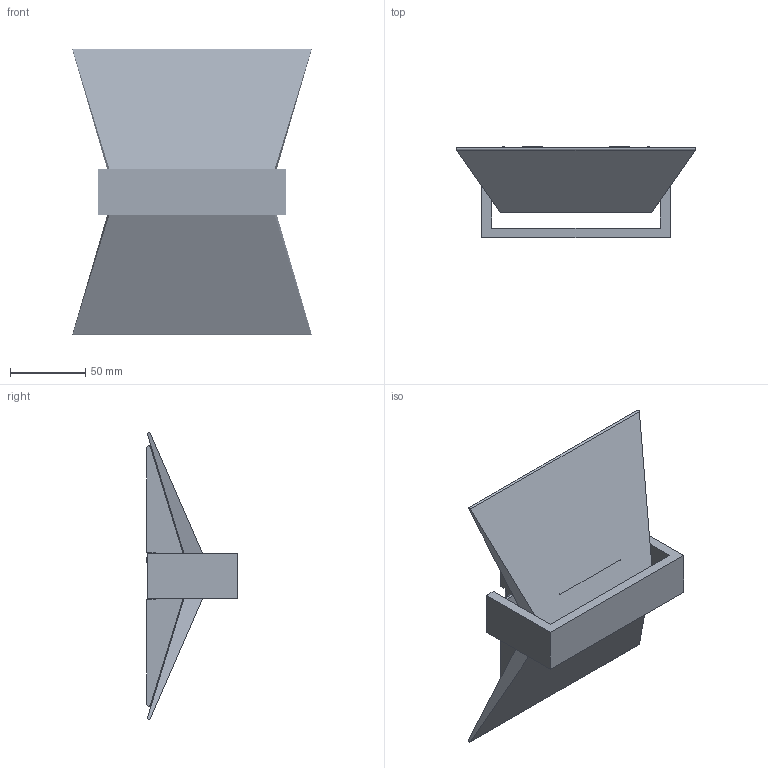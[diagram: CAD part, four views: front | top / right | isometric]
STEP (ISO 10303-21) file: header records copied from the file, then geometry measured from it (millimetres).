
FILE_DESCRIPTION(('CATIA V5 STEP Exchange','CAx-IF Rec.Pracs.--- Model Styling and Organization---1.4--- 2014-01-23','CAx-IF Rec.Pracs.---3D Tessellated Data Validation Properties---0.5---2014-09-14'),'2;1');
FILE_NAME('GW-1050.stp','2023-03-20T06:42:20+00:00',('none'),('none'),'CATIA Version 5-6 Release 2018','CATIA V5 STEP AP242','none');
FILE_SCHEMA(('AP242_MANAGED_MODEL_BASED_3D_ENGINEERING_MIM_LF {1 0 10303 442 1 1 4}'));
Length unit declared in the file: millimetre
Products named in the file (17): Product1; 遮光板; 底盘; 光源支撑板; 铜柱; 5X5X8铜柱; M3×6; 弹片; M10-01L; 电路板; 地线耳; 花介子; M3X5圆头螺丝; Part20; M3X6; 驱动; Part16
Assembly tree (53 placements, depth 2):
  Product1
    遮光板  x2
    底盘
    光源支撑板
    铜柱  x4
    5X5X8铜柱  x8
    M3×6  x20
    弹片  x4
    M10-01L
    电路板
    地线耳
    花介子
    M3X5圆头螺丝  x2
    Part20
    M3X6  x4
    驱动
    Part16
Bounding box: 158.73 x 60.9 x 189.94 mm (x, y, z)
Volume: 231297.3 mm3; surface area: 140957.4 mm2
Topology: 54 solids, 58 shells, 2843 faces, 7841 edges, 5143 vertices
Faces by surface type: cylinder 1509, plane 906, cone 352, bspline 44, torus 18, sphere 12, extrusion 2
Entity records: 32581 total; most frequent: CARTESIAN_POINT 13069, ORIENTED_EDGE 4394, DIRECTION 3118, EDGE_CURVE 2197, VERTEX_POINT 1437, AXIS2_PLACEMENT_3D 1330, VECTOR 1110, LINE 1108
